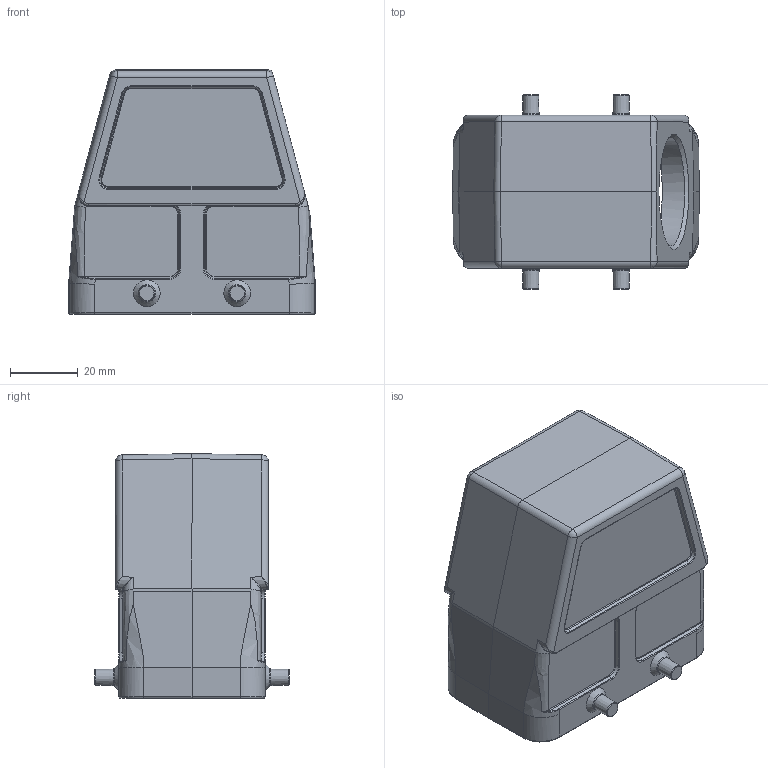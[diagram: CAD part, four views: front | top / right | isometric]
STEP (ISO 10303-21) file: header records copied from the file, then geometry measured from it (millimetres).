
FILE_DESCRIPTION(/* description */ (''),/* implementation_level */ '2;1');
FILE_NAME(/* name */ '100105855ugm000_c.stp',/* time_stamp */ '2017-10-30T15:08:01+01:00',/* author */ (''),/* organization */ (''),/* preprocessor_version */ 'ST-DEVELOPER v16',/* originating_system */ 'SIEMENS PLM Software NX 10.0',/* authorisation */ '');
FILE_SCHEMA (('AUTOMOTIVE_DESIGN { 1 0 10303 214 3 1 1 1 }'));
Length unit declared in the file: millimetre
Products named in the file (1): 100105855ugm000_c
Bounding box: 72.6 x 57.2 x 72 mm (x, y, z)
Volume: 57453.8 mm3; surface area: 32195.4 mm2
Topology: 1 solids, 1 shells, 451 faces, 1150 edges, 719 vertices
Faces by surface type: plane 163, cylinder 118, bspline 63, torus 50, cone 47, sphere 10
Full cylindrical faces by diameter (mm): 3 x4, 32 x1
Entity records: 17482 total; most frequent: CARTESIAN_POINT 6472, ORIENTED_EDGE 2118, DIRECTION 2024, EDGE_CURVE 1059, AXIS2_PLACEMENT_3D 756, VERTEX_POINT 663, LINE 512, VECTOR 512
